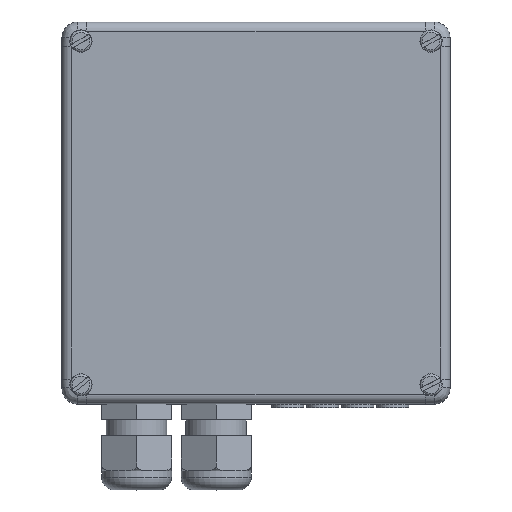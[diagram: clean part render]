
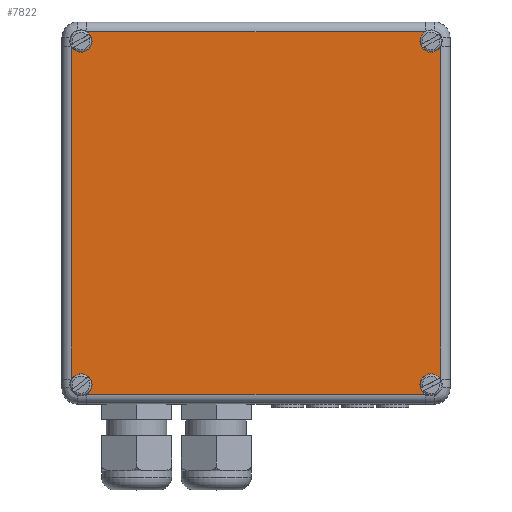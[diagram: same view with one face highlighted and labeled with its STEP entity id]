
A CAD part, top view. The second image highlights one B-rep face of the part: STEP entity #7822.
In plain terms, the highlighted planar face has unit normal (0, 0, 1).
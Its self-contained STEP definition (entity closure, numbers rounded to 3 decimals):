
#354=PLANE('',#8602);
#740=FACE_OUTER_BOUND('',#1208,.T.);
#1208=EDGE_LOOP('',(#6222,#6223,#6224,#6225,#6226,#6227,#6228,#6229,#6230,
#6231));
#1627=LINE('',#12727,#2240);
#1630=LINE('',#12749,#2243);
#1633=LINE('',#12774,#2246);
#1637=LINE('',#12830,#2250);
#2240=VECTOR('',#10032,10.);
#2243=VECTOR('',#10045,10.);
#2246=VECTOR('',#10058,10.);
#2250=VECTOR('',#10078,10.);
#2890=CIRCLE('',#8486,3.5);
#2891=CIRCLE('',#8488,3.5);
#2892=CIRCLE('',#8489,3.5);
#2893=CIRCLE('',#8495,3.5);
#2894=CIRCLE('',#8497,3.5);
#2895=CIRCLE('',#8498,3.5);
#3441=VERTEX_POINT('',#12724);
#3442=VERTEX_POINT('',#12726);
#3447=VERTEX_POINT('',#12746);
#3448=VERTEX_POINT('',#12748);
#3454=VERTEX_POINT('',#12771);
#3455=VERTEX_POINT('',#12773);
#3462=VERTEX_POINT('',#12827);
#3463=VERTEX_POINT('',#12829);
#3474=VERTEX_POINT('',#12950);
#3475=VERTEX_POINT('',#12966);
#4289=EDGE_CURVE('',#3441,#3442,#1627,.T.);
#4296=EDGE_CURVE('',#3447,#3448,#1630,.T.);
#4304=EDGE_CURVE('',#3454,#3455,#1633,.T.);
#4316=EDGE_CURVE('',#3462,#3463,#1637,.T.);
#4338=EDGE_CURVE('',#3447,#3442,#2890,.T.);
#4340=EDGE_CURVE('',#3474,#3463,#2891,.T.);
#4342=EDGE_CURVE('',#3441,#3474,#2892,.T.);
#4347=EDGE_CURVE('',#3454,#3448,#2893,.T.);
#4349=EDGE_CURVE('',#3475,#3455,#2894,.T.);
#4351=EDGE_CURVE('',#3462,#3475,#2895,.T.);
#6222=ORIENTED_EDGE('',*,*,#4296,.F.);
#6223=ORIENTED_EDGE('',*,*,#4338,.T.);
#6224=ORIENTED_EDGE('',*,*,#4289,.F.);
#6225=ORIENTED_EDGE('',*,*,#4342,.T.);
#6226=ORIENTED_EDGE('',*,*,#4340,.T.);
#6227=ORIENTED_EDGE('',*,*,#4316,.F.);
#6228=ORIENTED_EDGE('',*,*,#4351,.T.);
#6229=ORIENTED_EDGE('',*,*,#4349,.T.);
#6230=ORIENTED_EDGE('',*,*,#4304,.F.);
#6231=ORIENTED_EDGE('',*,*,#4347,.T.);
#7822=ADVANCED_FACE('',(#740),#354,.F.);
#8486=AXIS2_PLACEMENT_3D('',#12947,#10110,#10111);
#8488=AXIS2_PLACEMENT_3D('',#12951,#10115,#10116);
#8489=AXIS2_PLACEMENT_3D('',#12953,#10118,#10119);
#8495=AXIS2_PLACEMENT_3D('',#12963,#10134,#10135);
#8497=AXIS2_PLACEMENT_3D('',#12967,#10139,#10140);
#8498=AXIS2_PLACEMENT_3D('',#12969,#10142,#10143);
#8602=AXIS2_PLACEMENT_3D('',#13267,#10477,#10478);
#10032=DIRECTION('',(-1.,0.,0.));
#10045=DIRECTION('',(0.,1.,0.));
#10058=DIRECTION('',(1.,0.,0.));
#10078=DIRECTION('',(0.,-1.,0.));
#10110=DIRECTION('center_axis',(0.,0.,
-1.));
#10111=DIRECTION('ref_axis',(1.,0.,0.));
#10115=DIRECTION('center_axis',(0.,0.,
-1.));
#10116=DIRECTION('ref_axis',(1.,0.,0.));
#10118=DIRECTION('center_axis',(0.,0.,
-1.));
#10119=DIRECTION('ref_axis',(1.,0.,0.));
#10134=DIRECTION('center_axis',(0.,0.,
-1.));
#10135=DIRECTION('ref_axis',(1.,0.,0.));
#10139=DIRECTION('center_axis',(0.,0.,
-1.));
#10140=DIRECTION('ref_axis',(1.,0.,0.));
#10142=DIRECTION('center_axis',(0.,0.,
-1.));
#10143=DIRECTION('ref_axis',(1.,0.,0.));
#10477=DIRECTION('center_axis',(0.,0.,
-1.));
#10478=DIRECTION('ref_axis',(-1.,0.,0.));
#12724=CARTESIAN_POINT('',(114.197,3.,15.));
#12726=CARTESIAN_POINT('',(7.803,3.,15.));
#12727=CARTESIAN_POINT('',(89.,3.,15.));
#12746=CARTESIAN_POINT('',(3.,7.803,15.));
#12748=CARTESIAN_POINT('',(3.,112.197,15.));
#12749=CARTESIAN_POINT('',(3.,32.5,15.));
#12771=CARTESIAN_POINT('',(7.803,117.,15.));
#12773=CARTESIAN_POINT('',(114.197,117.,15.));
#12774=CARTESIAN_POINT('',(33.,117.,15.));
#12827=CARTESIAN_POINT('',(119.,112.197,15.));
#12829=CARTESIAN_POINT('',(119.,7.803,15.));
#12830=CARTESIAN_POINT('',(119.,87.5,15.));
#12947=CARTESIAN_POINT('Origin',(6.,6.,15.));
#12950=CARTESIAN_POINT('',(112.5,6.,15.));
#12951=CARTESIAN_POINT('Origin',(116.,6.,15.));
#12953=CARTESIAN_POINT('Origin',(116.,6.,15.));
#12963=CARTESIAN_POINT('Origin',(6.,114.,15.));
#12966=CARTESIAN_POINT('',(112.5,114.,15.));
#12967=CARTESIAN_POINT('Origin',(116.,114.,15.));
#12969=CARTESIAN_POINT('Origin',(116.,114.,15.));
#13267=CARTESIAN_POINT('Origin',(61.,60.,15.));
